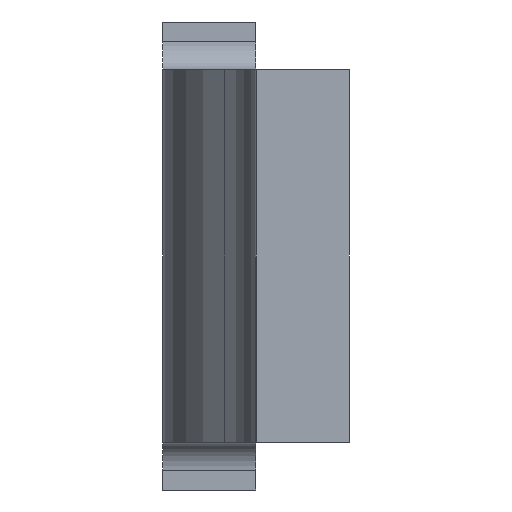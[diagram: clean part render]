
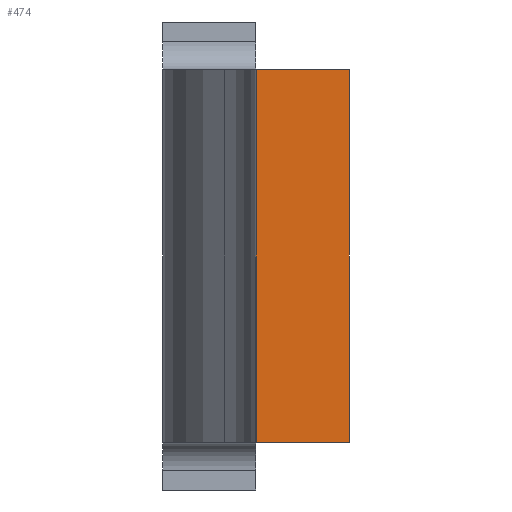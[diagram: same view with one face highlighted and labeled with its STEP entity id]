
A CAD part, left-side view. The second image highlights one B-rep face of the part: STEP entity #474.
In plain terms, the highlighted planar face has unit normal (-1, 0, 0).
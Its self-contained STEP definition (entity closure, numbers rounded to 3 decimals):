
#24 = VERTEX_POINT ( 'NONE', #1131 ) ;
#81 = PLANE ( 'NONE',  #1485 ) ;
#163 = VECTOR ( 'NONE', #812, 1000. ) ;
#201 = ORIENTED_EDGE ( 'NONE', *, *, #901, .T. ) ;
#207 = VECTOR ( 'NONE', #778, 1000. ) ;
#210 = VERTEX_POINT ( 'NONE', #417 ) ;
#401 = ORIENTED_EDGE ( 'NONE', *, *, #1007, .F. ) ;
#417 = CARTESIAN_POINT ( 'NONE',  ( -3.425, 0., -1. ) ) ;
#435 = LINE ( 'NONE', #463, #629 ) ;
#463 = CARTESIAN_POINT ( 'NONE',  ( -3.425, 0.5, 1.255 ) ) ;
#474 = ADVANCED_FACE ( 'NONE', ( #1529 ), #81, .T. ) ;
#565 = CARTESIAN_POINT ( 'NONE',  ( -3.425, 0., 1. ) ) ;
#629 = VECTOR ( 'NONE', #1566, 1000. ) ;
#644 = CARTESIAN_POINT ( 'NONE',  ( -3.425, 0., 1.255 ) ) ;
#683 = VECTOR ( 'NONE', #1457, 1000. ) ;
#692 = LINE ( 'NONE', #773, #207 ) ;
#734 = VERTEX_POINT ( 'NONE', #1563 ) ;
#742 = EDGE_LOOP ( 'NONE', ( #1251, #201, #870, #401 ) ) ;
#773 = CARTESIAN_POINT ( 'NONE',  ( -3.425, 0., -1. ) ) ;
#778 = DIRECTION ( 'NONE',  ( 0., 1., 0. ) ) ;
#812 = DIRECTION ( 'NONE',  ( 0., 1., 0. ) ) ;
#834 = CARTESIAN_POINT ( 'NONE',  ( -3.425, 0., 1.255 ) ) ;
#870 = ORIENTED_EDGE ( 'NONE', *, *, #1352, .T. ) ;
#901 = EDGE_CURVE ( 'NONE', #1475, #24, #1464, .T. ) ;
#905 = CARTESIAN_POINT ( 'NONE',  ( -3.425, 0., 1. ) ) ;
#1007 = EDGE_CURVE ( 'NONE', #210, #734, #692, .T. ) ;
#1119 = DIRECTION ( 'NONE',  ( 0., 0., 1. ) ) ;
#1131 = CARTESIAN_POINT ( 'NONE',  ( -3.425, 0.5, 1. ) ) ;
#1218 = LINE ( 'NONE', #834, #683 ) ;
#1251 = ORIENTED_EDGE ( 'NONE', *, *, #1414, .F. ) ;
#1352 = EDGE_CURVE ( 'NONE', #24, #734, #435, .T. ) ;
#1414 = EDGE_CURVE ( 'NONE', #1475, #210, #1218, .T. ) ;
#1448 = DIRECTION ( 'NONE',  ( -1., 0., 0. ) ) ;
#1457 = DIRECTION ( 'NONE',  ( 0., 0., -1. ) ) ;
#1464 = LINE ( 'NONE', #905, #163 ) ;
#1475 = VERTEX_POINT ( 'NONE', #565 ) ;
#1485 = AXIS2_PLACEMENT_3D ( 'NONE', #644, #1448, #1119 ) ;
#1529 = FACE_OUTER_BOUND ( 'NONE', #742, .T. ) ;
#1563 = CARTESIAN_POINT ( 'NONE',  ( -3.425, 0.5, -1. ) ) ;
#1566 = DIRECTION ( 'NONE',  ( 0., 0., -1. ) ) ;
